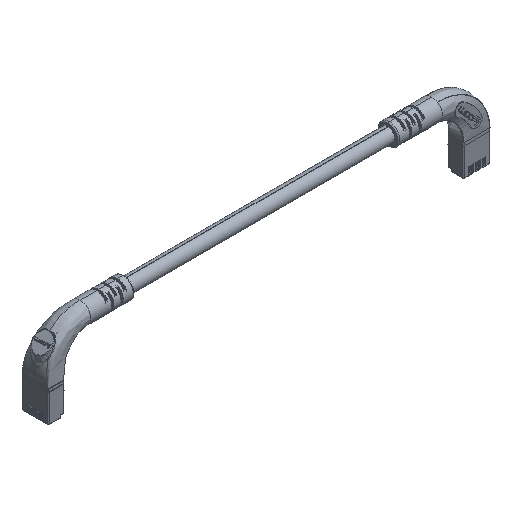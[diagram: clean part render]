
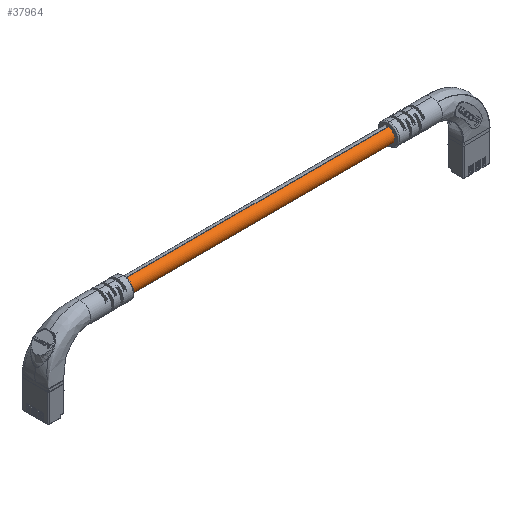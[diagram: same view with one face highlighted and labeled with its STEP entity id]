
A CAD part, isometric view. The second image highlights one B-rep face of the part: STEP entity #37964.
In plain terms, the highlighted cylindrical face has radius 3.048 mm (diameter 6.096 mm), a partial arc.
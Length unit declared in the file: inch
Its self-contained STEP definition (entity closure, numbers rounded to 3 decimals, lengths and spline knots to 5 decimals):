
#175 = VERTEX_POINT ( 'NONE', #3128 ) ;
#183 = VERTEX_POINT ( 'NONE', #3134 ) ;
#186 = VERTEX_POINT ( 'NONE', #3136 ) ;
#188 = VERTEX_POINT ( 'NONE', #3138 ) ;
#3128 = CARTESIAN_POINT ( 'NONE',  ( 3., 0., -0.12 ) ) ;
#3134 = CARTESIAN_POINT ( 'NONE',  ( 3., 0., 0.12 ) ) ;
#3136 = CARTESIAN_POINT ( 'NONE',  ( -3., 0., -0.12 ) ) ;
#3138 = CARTESIAN_POINT ( 'NONE',  ( -3., 0., 0.12 ) ) ;
#8823 = EDGE_LOOP ( 'NONE', ( #32376, #32377, #32378, #32379 ) ) ;
#13588 = LINE ( 'NONE', #33382, #13592 ) ;
#13591 = CIRCLE ( 'NONE', #40210, 0.12 ) ;
#13592 = VECTOR ( 'NONE', #33380, 39.37008 ) ;
#13593 = LINE ( 'NONE', #33386, #13595 ) ;
#13595 = VECTOR ( 'NONE', #33381, 39.37008 ) ;
#13597 = CIRCLE ( 'NONE', #40212, 0.12 ) ;
#13869 = FACE_OUTER_BOUND ( 'NONE', #8823, .T. ) ;
#13873 = CYLINDRICAL_SURFACE ( 'NONE', #40332, 0.12 ) ;
#32376 = ORIENTED_EDGE ( 'NONE', *, *, #32999, .F. ) ;
#32377 = ORIENTED_EDGE ( 'NONE', *, *, #33002, .F. ) ;
#32378 = ORIENTED_EDGE ( 'NONE', *, *, #33001, .T. ) ;
#32379 = ORIENTED_EDGE ( 'NONE', *, *, #33004, .T. ) ;
#32999 = EDGE_CURVE ( 'NONE', #175, #186, #13588, .T. ) ;
#33001 = EDGE_CURVE ( 'NONE', #183, #188, #13593, .T. ) ;
#33002 = EDGE_CURVE ( 'NONE', #183, #175, #13591, .T. ) ;
#33004 = EDGE_CURVE ( 'NONE', #188, #186, #13597, .T. ) ;
#33380 = DIRECTION ( 'NONE',  ( -1., 0., 0. ) ) ;
#33381 = DIRECTION ( 'NONE',  ( -1., 0., 0. ) ) ;
#33382 = CARTESIAN_POINT ( 'NONE',  ( 3., 0., -0.12 ) ) ;
#33386 = CARTESIAN_POINT ( 'NONE',  ( 3., 0., 0.12 ) ) ;
#33390 = CARTESIAN_POINT ( 'NONE',  ( 3., 0., 0. ) ) ;
#33391 = DIRECTION ( 'NONE',  ( 1., 0., 0. ) ) ;
#33392 = DIRECTION ( 'NONE',  ( 0., 0., -1. ) ) ;
#33396 = CARTESIAN_POINT ( 'NONE',  ( -3., 0., 0. ) ) ;
#33397 = DIRECTION ( 'NONE',  ( 1., 0., 0. ) ) ;
#33398 = DIRECTION ( 'NONE',  ( 0., 0., -1. ) ) ;
#35444 = DIRECTION ( 'NONE',  ( 0., 0., 1. ) ) ;
#35447 = DIRECTION ( 'NONE',  ( -1., 0., 0. ) ) ;
#35448 = CARTESIAN_POINT ( 'NONE',  ( 3., 0., 0. ) ) ;
#37964 = ADVANCED_FACE ( 'NONE', ( #13869 ), #13873, .T. ) ;
#40210 = AXIS2_PLACEMENT_3D ( 'NONE', #33390, #33391, #33392 ) ;
#40212 = AXIS2_PLACEMENT_3D ( 'NONE', #33396, #33397, #33398 ) ;
#40332 = AXIS2_PLACEMENT_3D ( 'NONE', #35448, #35447, #35444 ) ;
